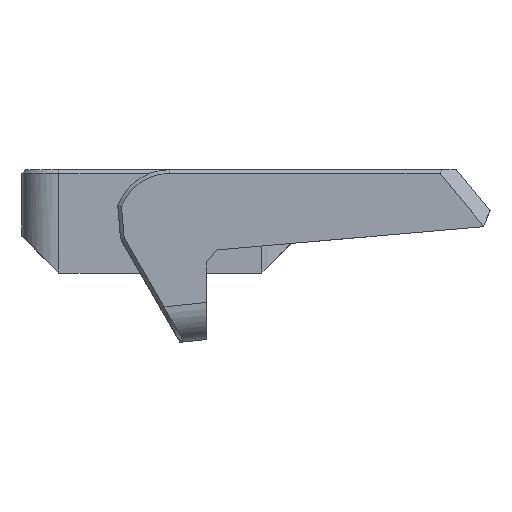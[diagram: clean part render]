
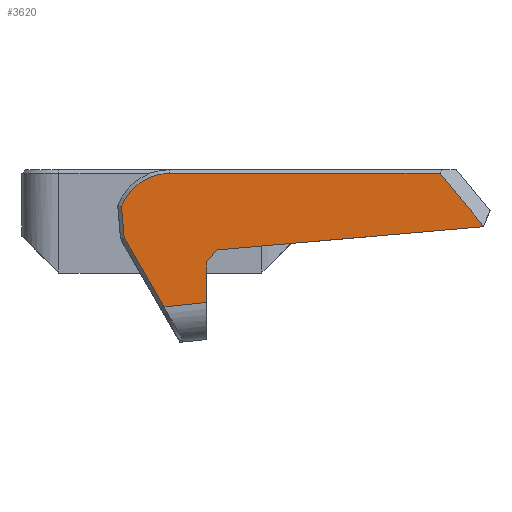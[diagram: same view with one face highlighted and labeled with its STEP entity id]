
A CAD part, left-side view. The second image highlights one B-rep face of the part: STEP entity #3620.
In plain terms, the highlighted planar face has unit normal (-1, 0, 0).
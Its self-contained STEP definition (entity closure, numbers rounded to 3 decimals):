
#2945=CARTESIAN_POINT('',(21.688,-24.933,-0.125));
#2946=VERTEX_POINT('',#2945);
#2953=CARTESIAN_POINT('',(21.688,-10.527,-1.386));
#2954=VERTEX_POINT('',#2953);
#2955=CARTESIAN_POINT('',(21.688,-24.933,-0.125));
#2956=DIRECTION('',(0.,0.996,-0.087));
#2957=VECTOR('',#2956,14.461);
#2958=LINE('',#2955,#2957);
#2959=EDGE_CURVE('',#2946,#2954,#2958,.T.);
#3382=CARTESIAN_POINT('',(21.688,-9.929,-4.233));
#3383=VERTEX_POINT('',#3382);
#3384=CARTESIAN_POINT('',(21.688,-9.929,-2.038));
#3385=VERTEX_POINT('',#3384);
#3386=CARTESIAN_POINT('',(21.688,-9.929,-4.233));
#3387=DIRECTION('',(0.,-0.,1.));
#3388=VECTOR('',#3387,2.195);
#3389=LINE('',#3386,#3388);
#3390=EDGE_CURVE('',#3383,#3385,#3389,.T.);
#3550=CARTESIAN_POINT('',(21.688,-9.429,0.962));
#3551=DIRECTION('',(1.,0.,0.));
#3552=DIRECTION('',(0.,0.,-1.));
#3553=AXIS2_PLACEMENT_3D('',#3550,#3551,#3552);
#3554=PLANE('',#3553);
#3555=CARTESIAN_POINT('',(21.688,-5.321,0.98));
#3556=VERTEX_POINT('',#3555);
#3557=CARTESIAN_POINT('',(21.688,-5.465,-0.733));
#3558=VERTEX_POINT('',#3557);
#3559=CARTESIAN_POINT('',(21.688,-5.321,0.98));
#3560=DIRECTION('',(0.,-0.083,-0.997));
#3561=VECTOR('',#3560,1.719);
#3562=LINE('',#3559,#3561);
#3563=EDGE_CURVE('',#3556,#3558,#3562,.T.);
#3564=ORIENTED_EDGE('',*,*,#3563,.T.);
#3565=CARTESIAN_POINT('',(21.688,-7.625,-4.474));
#3566=VERTEX_POINT('',#3565);
#3567=CARTESIAN_POINT('',(21.688,-5.465,-0.733));
#3568=DIRECTION('',(0.,-0.5,-0.866));
#3569=VECTOR('',#3568,4.32);
#3570=LINE('',#3567,#3569);
#3571=EDGE_CURVE('',#3558,#3566,#3570,.T.);
#3572=ORIENTED_EDGE('',*,*,#3571,.T.);
#3573=CARTESIAN_POINT('',(21.688,-7.625,-4.474));
#3574=DIRECTION('',(-0.,-0.995,0.104));
#3575=VECTOR('',#3574,2.317);
#3576=LINE('',#3573,#3575);
#3577=EDGE_CURVE('',#3566,#3383,#3576,.T.);
#3578=ORIENTED_EDGE('',*,*,#3577,.T.);
#3579=ORIENTED_EDGE('',*,*,#3390,.T.);
#3580=CARTESIAN_POINT('',(21.688,-9.929,-2.038));
#3581=DIRECTION('',(-0.,-0.676,0.737));
#3582=VECTOR('',#3581,0.885);
#3583=LINE('',#3580,#3582);
#3584=EDGE_CURVE('',#3385,#2954,#3583,.T.);
#3585=ORIENTED_EDGE('',*,*,#3584,.T.);
#3586=ORIENTED_EDGE('',*,*,#2959,.F.);
#3587=CARTESIAN_POINT('',(21.688,-24.944,-0.1));
#3588=VERTEX_POINT('',#3587);
#3589=CARTESIAN_POINT('',(21.688,-24.944,-0.1));
#3590=DIRECTION('',(0.,0.387,-0.922));
#3591=VECTOR('',#3590,0.028);
#3592=LINE('',#3589,#3591);
#3593=EDGE_CURVE('',#3588,#2946,#3592,.T.);
#3594=ORIENTED_EDGE('',*,*,#3593,.F.);
#3595=CARTESIAN_POINT('',(21.688,-22.587,2.762));
#3596=VERTEX_POINT('',#3595);
#3597=CARTESIAN_POINT('',(21.688,-24.944,-0.1));
#3598=DIRECTION('',(0.,0.636,0.772));
#3599=VECTOR('',#3598,3.707);
#3600=LINE('',#3597,#3599);
#3601=EDGE_CURVE('',#3588,#3596,#3600,.T.);
#3602=ORIENTED_EDGE('',*,*,#3601,.T.);
#3603=CARTESIAN_POINT('',(21.688,-7.929,2.762));
#3604=VERTEX_POINT('',#3603);
#3605=CARTESIAN_POINT('',(21.688,-22.587,2.762));
#3606=DIRECTION('',(0.,1.,0.));
#3607=VECTOR('',#3606,14.658);
#3608=LINE('',#3605,#3607);
#3609=EDGE_CURVE('',#3596,#3604,#3608,.T.);
#3610=ORIENTED_EDGE('',*,*,#3609,.T.);
#3611=CARTESIAN_POINT('',(21.688,-7.929,-0.038));
#3612=DIRECTION('',(-1.,-0.,-0.));
#3613=DIRECTION('',(0.,0.,-1.));
#3614=AXIS2_PLACEMENT_3D('',#3611,#3612,#3613);
#3615=CIRCLE('',#3614,2.8);
#3616=EDGE_CURVE('',#3604,#3556,#3615,.T.);
#3617=ORIENTED_EDGE('',*,*,#3616,.T.);
#3618=EDGE_LOOP('',(#3564,#3572,#3578,#3579,#3585,#3586,#3594,#3602,#3610,#3617));
#3619=FACE_BOUND('',#3618,.T.);
#3620=ADVANCED_FACE('',(#3619),#3554,.F.);
